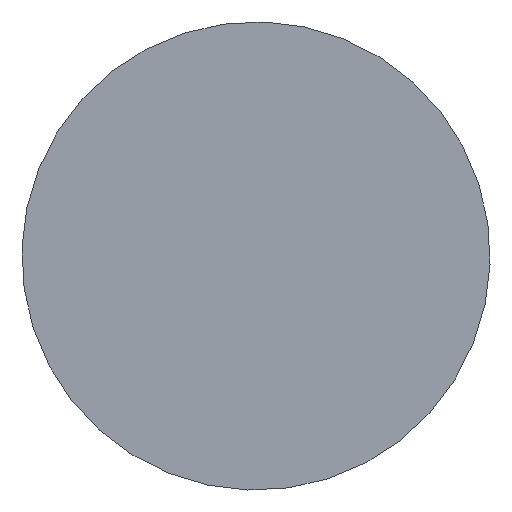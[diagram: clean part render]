
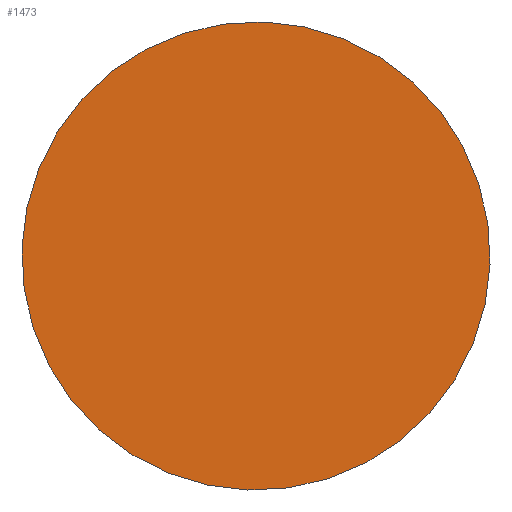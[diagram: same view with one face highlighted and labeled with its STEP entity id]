
A CAD part, left-side view. The second image highlights one B-rep face of the part: STEP entity #1473.
In plain terms, the highlighted face is planar.
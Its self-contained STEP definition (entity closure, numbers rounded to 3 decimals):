
#1457=CARTESIAN_POINT('',(0.,30.0,0.0));
#1458=DIRECTION('',(1.0,0.0,0.0));
#1459=DIRECTION('',(0.0,0.0,-1.0));
#1460=AXIS2_PLACEMENT_3D('',#1457,#1458,#1459);
#1461=PLANE('',#1460);
#1462=CARTESIAN_POINT('',(0.,60.0,0.0));
#1463=VERTEX_POINT('',#1462);
#1464=CARTESIAN_POINT('',(0.,0.0,0.0));
#1465=DIRECTION('',(1.0,0.0,0.0));
#1466=DIRECTION('',(0.0,1.0,0.0));
#1467=AXIS2_PLACEMENT_3D('',#1464,#1465,#1466);
#1468=CIRCLE('',#1467,60.0);
#1469=EDGE_CURVE('',#1463,#1463,#1468,.T.);
#1470=ORIENTED_EDGE('',*,*,#1469,.T.);
#1471=EDGE_LOOP('',(#1470));
#1472=FACE_OUTER_BOUND('',#1471,.T.);
#1473=ADVANCED_FACE('',(#1472),#1461,.T.);
